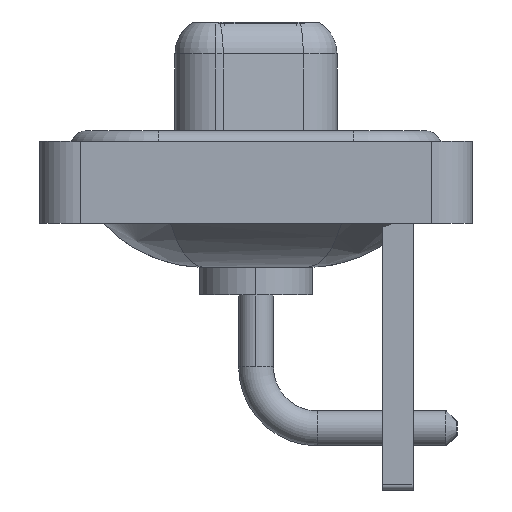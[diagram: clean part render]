
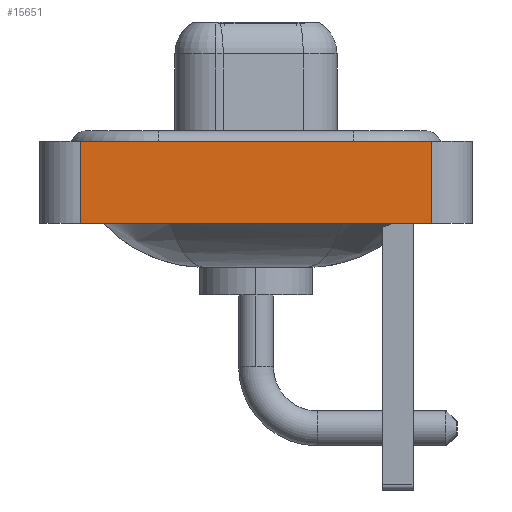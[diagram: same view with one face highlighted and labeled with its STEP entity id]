
A CAD part, left-side view. The second image highlights one B-rep face of the part: STEP entity #15651.
In plain terms, the highlighted planar face has unit normal (-1, 0, 0).
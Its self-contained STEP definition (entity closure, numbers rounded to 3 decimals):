
#120 = LINE ( 'NONE', #16836, #15023 ) ;
#1016 = DIRECTION ( 'NONE',  ( 0., -1., 0. ) ) ;
#1947 = DIRECTION ( 'NONE',  ( 0., 0., 1. ) ) ;
#2148 = CARTESIAN_POINT ( 'NONE',  ( -7.3, -8.55, -3.6 ) ) ;
#2888 = EDGE_CURVE ( 'NONE', #7725, #16886, #120, .T. ) ;
#3140 = EDGE_CURVE ( 'NONE', #8284, #7725, #15136, .T. ) ;
#3939 = CARTESIAN_POINT ( 'NONE',  ( -7.3, 8.55, -3.6 ) ) ;
#6167 = DIRECTION ( 'NONE',  ( -1., 0., 0. ) ) ;
#6438 = VERTEX_POINT ( 'NONE', #16674 ) ;
#7183 = DIRECTION ( 'NONE',  ( 0., 0., 1. ) ) ;
#7350 = ORIENTED_EDGE ( 'NONE', *, *, #8365, .T. ) ;
#7725 = VERTEX_POINT ( 'NONE', #8852 ) ;
#7780 = AXIS2_PLACEMENT_3D ( 'NONE', #17115, #6167, #7183 ) ;
#8284 = VERTEX_POINT ( 'NONE', #11995 ) ;
#8365 = EDGE_CURVE ( 'NONE', #8284, #6438, #13746, .T. ) ;
#8632 = EDGE_LOOP ( 'NONE', ( #14581, #14449, #9388, #7350 ) ) ;
#8852 = CARTESIAN_POINT ( 'NONE',  ( -7.3, 8.55, 0.4 ) ) ;
#9388 = ORIENTED_EDGE ( 'NONE', *, *, #3140, .F. ) ;
#10676 = CARTESIAN_POINT ( 'NONE',  ( -7.3, -8.55, -3.6 ) ) ;
#11256 = DIRECTION ( 'NONE',  ( 0., -1., 0. ) ) ;
#11660 = VECTOR ( 'NONE', #1016, 1000. ) ;
#11995 = CARTESIAN_POINT ( 'NONE',  ( -7.3, 8.55, -3.6 ) ) ;
#13746 = LINE ( 'NONE', #10676, #11660 ) ;
#14227 = FACE_OUTER_BOUND ( 'NONE', #8632, .T. ) ;
#14449 = ORIENTED_EDGE ( 'NONE', *, *, #2888, .F. ) ;
#14581 = ORIENTED_EDGE ( 'NONE', *, *, #16305, .T. ) ;
#14674 = LINE ( 'NONE', #2148, #16118 ) ;
#15023 = VECTOR ( 'NONE', #11256, 1000. ) ;
#15136 = LINE ( 'NONE', #3939, #16224 ) ;
#15651 = ADVANCED_FACE ( 'NONE', ( #14227 ), #17308, .T. ) ;
#16118 = VECTOR ( 'NONE', #1947, 1000. ) ;
#16224 = VECTOR ( 'NONE', #16368, 1000. ) ;
#16305 = EDGE_CURVE ( 'NONE', #6438, #16886, #14674, .T. ) ;
#16368 = DIRECTION ( 'NONE',  ( 0., 0., 1. ) ) ;
#16674 = CARTESIAN_POINT ( 'NONE',  ( -7.3, -8.55, -3.6 ) ) ;
#16836 = CARTESIAN_POINT ( 'NONE',  ( -7.3, -8.55, 0.4 ) ) ;
#16886 = VERTEX_POINT ( 'NONE', #17901 ) ;
#17115 = CARTESIAN_POINT ( 'NONE',  ( -7.3, -8.55, -3.6 ) ) ;
#17308 = PLANE ( 'NONE',  #7780 ) ;
#17901 = CARTESIAN_POINT ( 'NONE',  ( -7.3, -8.55, 0.4 ) ) ;
